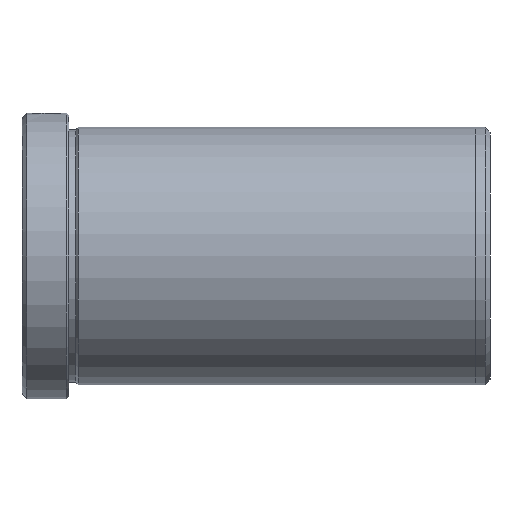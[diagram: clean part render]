
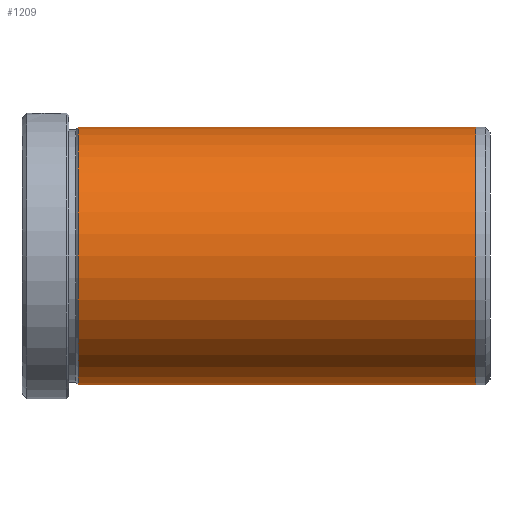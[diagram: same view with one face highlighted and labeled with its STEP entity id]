
A CAD part, left-side view. The second image highlights one B-rep face of the part: STEP entity #1209.
In plain terms, the highlighted cylindrical face has radius 27.5 mm (diameter 55 mm), a partial arc.
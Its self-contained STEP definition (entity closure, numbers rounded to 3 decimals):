
#64 = EDGE_CURVE ( 'NONE', #423, #1847, #280, .T. ) ;
#80 = CARTESIAN_POINT ( 'NONE',  ( 0., -97., -27.5 ) ) ;
#142 = LINE ( 'NONE', #1717, #859 ) ;
#146 = EDGE_LOOP ( 'NONE', ( #1258, #552, #1482, #496 ) ) ;
#183 = CARTESIAN_POINT ( 'NONE',  ( 0., -12., -27.5 ) ) ;
#207 = EDGE_CURVE ( 'NONE', #454, #1847, #142, .T. ) ;
#280 = CIRCLE ( 'NONE', #1397, 27.5 ) ;
#303 = LINE ( 'NONE', #1301, #1810 ) ;
#313 = DIRECTION ( 'NONE',  ( 0., 0., 1. ) ) ;
#319 = DIRECTION ( 'NONE',  ( 0., 1., 0. ) ) ;
#337 = CARTESIAN_POINT ( 'NONE',  ( 0., -12., 0. ) ) ;
#340 = EDGE_CURVE ( 'NONE', #626, #423, #303, .T. ) ;
#367 = AXIS2_PLACEMENT_3D ( 'NONE', #1311, #464, #1454 ) ;
#423 = VERTEX_POINT ( 'NONE', #183 ) ;
#454 = VERTEX_POINT ( 'NONE', #627 ) ;
#464 = DIRECTION ( 'NONE',  ( 0., -1., 0. ) ) ;
#496 = ORIENTED_EDGE ( 'NONE', *, *, #64, .F. ) ;
#546 = CARTESIAN_POINT ( 'NONE',  ( 0., 0., 0. ) ) ;
#552 = ORIENTED_EDGE ( 'NONE', *, *, #1064, .F. ) ;
#626 = VERTEX_POINT ( 'NONE', #80 ) ;
#627 = CARTESIAN_POINT ( 'NONE',  ( 0., -97., 27.5 ) ) ;
#656 = CYLINDRICAL_SURFACE ( 'NONE', #1292, 27.5 ) ;
#696 = DIRECTION ( 'NONE',  ( 0., 1., 0. ) ) ;
#705 = FACE_OUTER_BOUND ( 'NONE', #146, .T. ) ;
#859 = VECTOR ( 'NONE', #1747, 1000. ) ;
#969 = DIRECTION ( 'NONE',  ( 0., 0., 1. ) ) ;
#1008 = CARTESIAN_POINT ( 'NONE',  ( 0., -12., 27.5 ) ) ;
#1064 = EDGE_CURVE ( 'NONE', #454, #626, #1296, .T. ) ;
#1209 = ADVANCED_FACE ( 'NONE', ( #705 ), #656, .T. ) ;
#1258 = ORIENTED_EDGE ( 'NONE', *, *, #340, .F. ) ;
#1279 = DIRECTION ( 'NONE',  ( 0., 1., 0. ) ) ;
#1292 = AXIS2_PLACEMENT_3D ( 'NONE', #546, #696, #969 ) ;
#1296 = CIRCLE ( 'NONE', #367, 27.5 ) ;
#1301 = CARTESIAN_POINT ( 'NONE',  ( 0., 0., -27.5 ) ) ;
#1311 = CARTESIAN_POINT ( 'NONE',  ( 0., -97., 0. ) ) ;
#1397 = AXIS2_PLACEMENT_3D ( 'NONE', #337, #319, #313 ) ;
#1454 = DIRECTION ( 'NONE',  ( 0., 0., -1. ) ) ;
#1482 = ORIENTED_EDGE ( 'NONE', *, *, #207, .T. ) ;
#1717 = CARTESIAN_POINT ( 'NONE',  ( 0., 0., 27.5 ) ) ;
#1747 = DIRECTION ( 'NONE',  ( 0., 1., 0. ) ) ;
#1810 = VECTOR ( 'NONE', #1279, 1000. ) ;
#1847 = VERTEX_POINT ( 'NONE', #1008 ) ;
